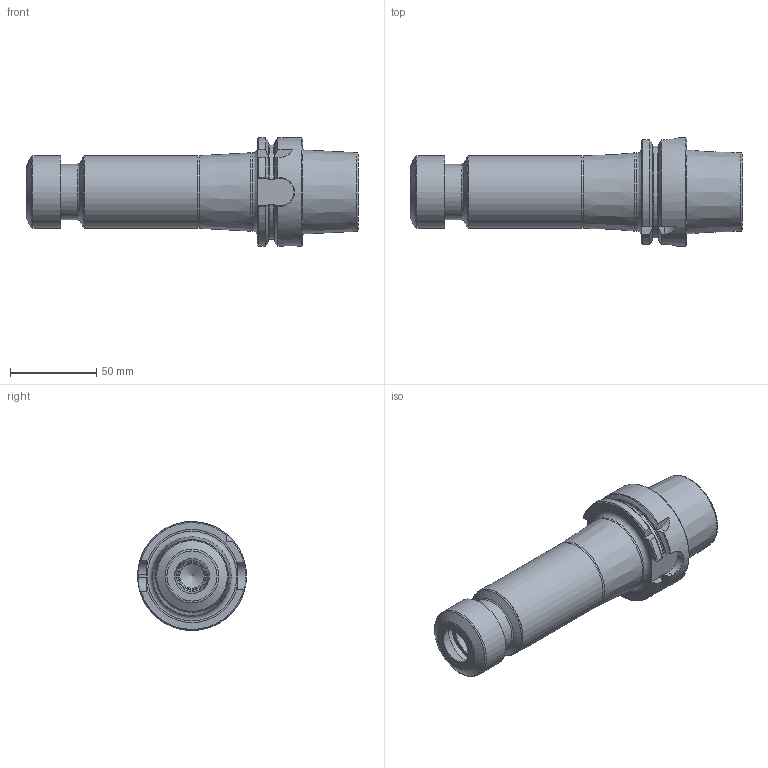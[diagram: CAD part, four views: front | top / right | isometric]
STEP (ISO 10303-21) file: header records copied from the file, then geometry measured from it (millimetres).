
FILE_DESCRIPTION(/* description */ (''),/* implementation_level */ '2;1');
FILE_NAME(/* name */ 'AHSKA63-ER-25-160.stp',/* time_stamp */ '2024-12-16T13:47:20+03:00',/* author */ (''),/* organization */ (''),/* preprocessor_version */ 'ST-DEVELOPER v19.4',/* originating_system */ 'SIEMENS PLM Software NX2306.3001',/* authorisation */ '');
FILE_SCHEMA (('AUTOMOTIVE_DESIGN { 1 0 10303 214 3 1 1 1 }'));
Length unit declared in the file: millimetre
Products named in the file (1): AHSKA63-ER-25-160-light_objects
Bounding box: 192 x 63 x 63 mm (x, y, z)
Volume: 290054.1 mm3; surface area: 38891.8 mm2
Topology: 1 solids, 1 shells, 100 faces, 258 edges, 164 vertices
Faces by surface type: plane 36, cone 24, torus 19, cylinder 18, bspline 3
Full cylindrical faces by diameter (mm): 10 x1, 14 x1, 18 x1, 30.5 x1, 32 x1, 42 x2, 45.3 x1, 63 x1
Entity records: 3258 total; most frequent: CARTESIAN_POINT 1074, ORIENTED_EDGE 428, DIRECTION 414, EDGE_CURVE 214, AXIS2_PLACEMENT_3D 175, VERTEX_POINT 155, EDGE_LOOP 137, ADVANCED_FACE 100
